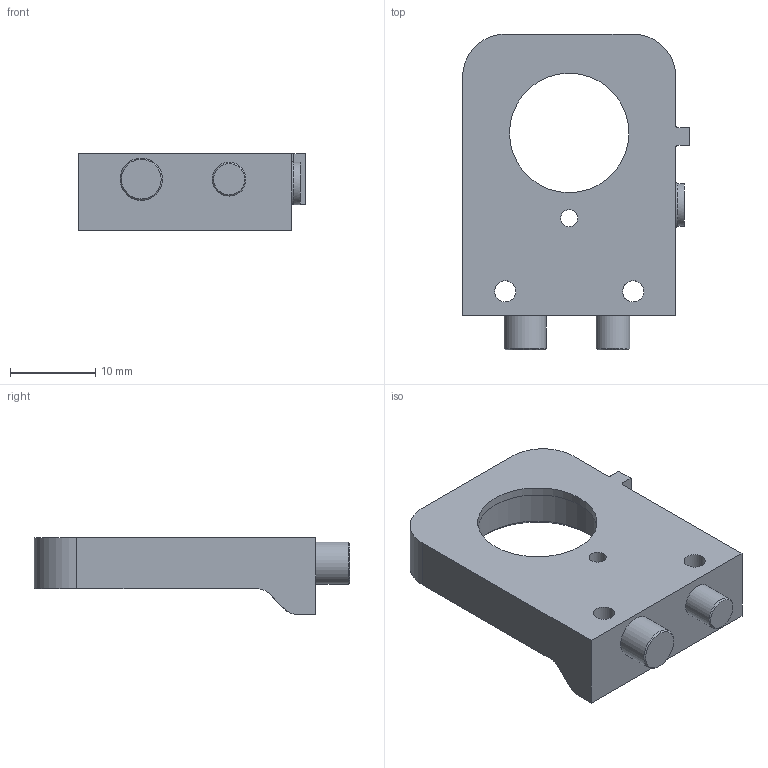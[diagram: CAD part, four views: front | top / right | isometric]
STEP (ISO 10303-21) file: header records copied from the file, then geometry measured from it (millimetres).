
FILE_DESCRIPTION(/* description */ (''),/* implementation_level */ '2;1');
FILE_NAME(/* name */ 'Pce_Flasque_Verticale_V200421.step',/* time_stamp */ '2020-04-21T23:00:09+02:00',/* author */ (''),/* organization */ (''),/* preprocessor_version */ 'ST-DEVELOPER v18.1',/* originating_system */ 'Autodesk Translation Framework v9.2.0.1227',/* authorisation */ '');
FILE_SCHEMA (('AUTOMOTIVE_DESIGN { 1 0 10303 214 3 1 1 }'));
Length unit declared in the file: millimetre
Products named in the file (1): Pce_Flasque_Verticale_V200421
Bounding box: 26.6 x 37 x 9 mm (x, y, z)
Volume: 4079.3 mm3; surface area: 2735.5 mm2
Topology: 1 solids, 1 shells, 41 faces, 126 edges, 86 vertices
Faces by surface type: cylinder 17, plane 16, cone 5, bspline 2, torus 1
Full cylindrical faces by diameter (mm): 2 x1, 2.5 x3, 3.96 x1, 4.96 x1, 5 x1, 14 x1, 16.1 x1
Entity records: 1587 total; most frequent: CARTESIAN_POINT 369, DIRECTION 257, ORIENTED_EDGE 246, EDGE_CURVE 123, AXIS2_PLACEMENT_3D 100, VERTEX_POINT 86, CIRCLE 58, LINE 57
